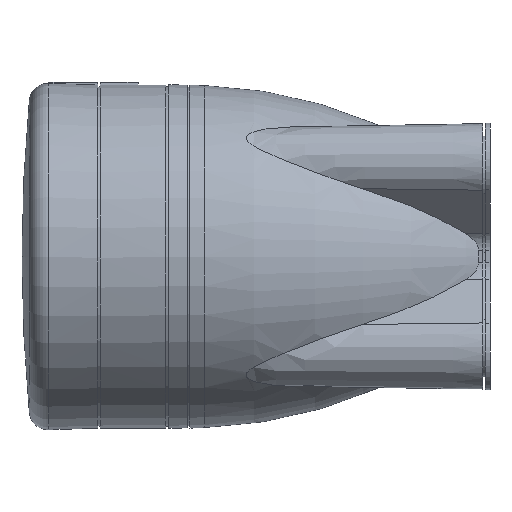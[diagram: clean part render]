
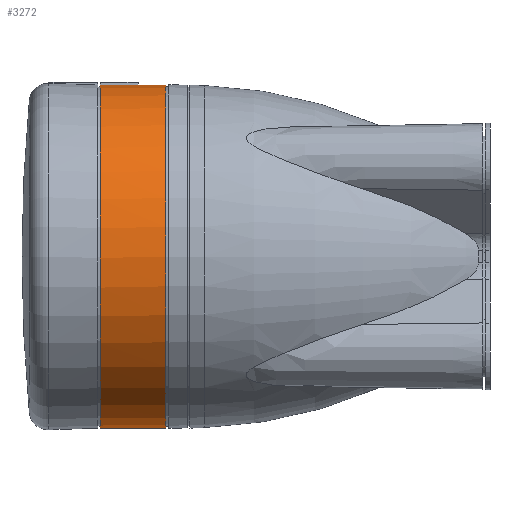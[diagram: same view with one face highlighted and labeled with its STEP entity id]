
A CAD part, left-side view. The second image highlights one B-rep face of the part: STEP entity #3272.
In plain terms, the highlighted cylindrical face has radius 36.3 mm (diameter 72.6 mm), a partial arc.
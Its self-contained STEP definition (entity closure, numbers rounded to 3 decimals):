
#447 = ORIENTED_EDGE ( 'NONE', *, *, #687, .T. ) ;
#684 = EDGE_CURVE ( 'NONE', #1165, #872, #6152, .T. ) ;
#687 = EDGE_CURVE ( 'NONE', #1168, #903, #6166, .T. ) ;
#688 = EDGE_CURVE ( 'NONE', #869, #1201, #6167, .T. ) ;
#689 = EDGE_CURVE ( 'NONE', #869, #872, #2446, .T. ) ;
#832 = ORIENTED_EDGE ( 'NONE', *, *, #3015, .T. ) ;
#869 = VERTEX_POINT ( 'NONE', #2761 ) ;
#872 = VERTEX_POINT ( 'NONE', #2753 ) ;
#881 = ORIENTED_EDGE ( 'NONE', *, *, #684, .F. ) ;
#903 = VERTEX_POINT ( 'NONE', #2782 ) ;
#1165 = VERTEX_POINT ( 'NONE', #2881 ) ;
#1168 = VERTEX_POINT ( 'NONE', #2884 ) ;
#1201 = VERTEX_POINT ( 'NONE', #2910 ) ;
#1446 = ORIENTED_EDGE ( 'NONE', *, *, #689, .T. ) ;
#1553 = ORIENTED_EDGE ( 'NONE', *, *, #688, .F. ) ;
#1729 = AXIS2_PLACEMENT_3D ( 'NONE', #4225, #4221, #4227 ) ;
#2435 = CARTESIAN_POINT ( 'NONE',  ( 0., 82.45, 0. ) ) ;
#2436 = DIRECTION ( 'NONE',  ( 0., 1., 0. ) ) ;
#2437 = DIRECTION ( 'NONE',  ( 0., 0., 1. ) ) ;
#2442 = CARTESIAN_POINT ( 'NONE',  ( -0.603, 1.5, 36.295 ) ) ;
#2443 = CARTESIAN_POINT ( 'NONE',  ( 0., 68.65, 0. ) ) ;
#2444 = DIRECTION ( 'NONE',  ( 0., 1., 0. ) ) ;
#2445 = DIRECTION ( 'NONE',  ( 0., 0., 1. ) ) ;
#2446 = LINE ( 'NONE', #2442, #6162 ) ;
#2447 = CARTESIAN_POINT ( 'NONE',  ( 0., 74.45, 0. ) ) ;
#2448 = DIRECTION ( 'NONE',  ( 0., 1., 0. ) ) ;
#2449 = DIRECTION ( 'NONE',  ( 0., 0., 1. ) ) ;
#2450 = DIRECTION ( 'NONE',  ( 0., 1., 0. ) ) ;
#2753 = CARTESIAN_POINT ( 'NONE',  ( -0.603, 82.45, 36.295 ) ) ;
#2761 = CARTESIAN_POINT ( 'NONE',  ( -0.603, 74.45, 36.295 ) ) ;
#2782 = CARTESIAN_POINT ( 'NONE',  ( 0., 68.65, 36.3 ) ) ;
#2881 = CARTESIAN_POINT ( 'NONE',  ( 0., 82.45, -36.3 ) ) ;
#2884 = CARTESIAN_POINT ( 'NONE',  ( 0., 68.65, -36.3 ) ) ;
#2910 = CARTESIAN_POINT ( 'NONE',  ( 0., 74.45, 36.3 ) ) ;
#3011 = EDGE_CURVE ( 'NONE', #1168, #1165, #3381, .T. ) ;
#3015 = EDGE_CURVE ( 'NONE', #903, #1201, #3385, .T. ) ;
#3272 = ADVANCED_FACE ( 'CYL_4', ( #4224 ), #4223, .T. ) ;
#3381 = LINE ( 'NONE', #3383, #6132 ) ;
#3383 = CARTESIAN_POINT ( 'NONE',  ( 0., 1.5, -36.3 ) ) ;
#3384 = DIRECTION ( 'NONE',  ( 0., 1., 0. ) ) ;
#3385 = LINE ( 'NONE', #3386, #6125 ) ;
#3386 = CARTESIAN_POINT ( 'NONE',  ( 0., 1.5, 36.3 ) ) ;
#3395 = DIRECTION ( 'NONE',  ( 0., 1., 0. ) ) ;
#4221 = DIRECTION ( 'NONE',  ( 0., 1., 0. ) ) ;
#4223 = CYLINDRICAL_SURFACE ( 'NONE', #1729, 36.3 ) ;
#4224 = FACE_OUTER_BOUND ( 'NONE', #4806, .T. ) ;
#4225 = CARTESIAN_POINT ( 'NONE',  ( 0., 1.5, 0. ) ) ;
#4227 = DIRECTION ( 'NONE',  ( 0., 0., 1. ) ) ;
#4806 = EDGE_LOOP ( 'NONE', ( #5356, #447, #832, #1553, #1446, #881 ) ) ;
#5356 = ORIENTED_EDGE ( 'NONE', *, *, #3011, .F. ) ;
#6125 = VECTOR ( 'NONE', #3395, 1000. ) ;
#6132 = VECTOR ( 'NONE', #3384, 1000. ) ;
#6152 = CIRCLE ( 'NONE', #6164, 36.3 ) ;
#6159 = AXIS2_PLACEMENT_3D ( 'NONE', #2447, #2448, #2449 ) ;
#6160 = AXIS2_PLACEMENT_3D ( 'NONE', #2443, #2444, #2445 ) ;
#6162 = VECTOR ( 'NONE', #2450, 1000. ) ;
#6164 = AXIS2_PLACEMENT_3D ( 'NONE', #2435, #2436, #2437 ) ;
#6166 = CIRCLE ( 'NONE', #6160, 36.3 ) ;
#6167 = CIRCLE ( 'NONE', #6159, 36.3 ) ;
